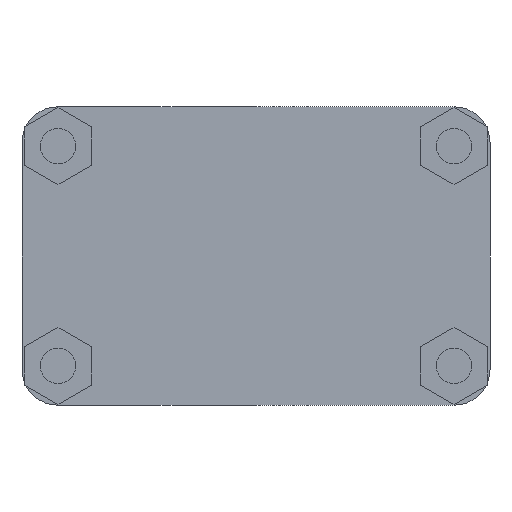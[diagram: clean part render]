
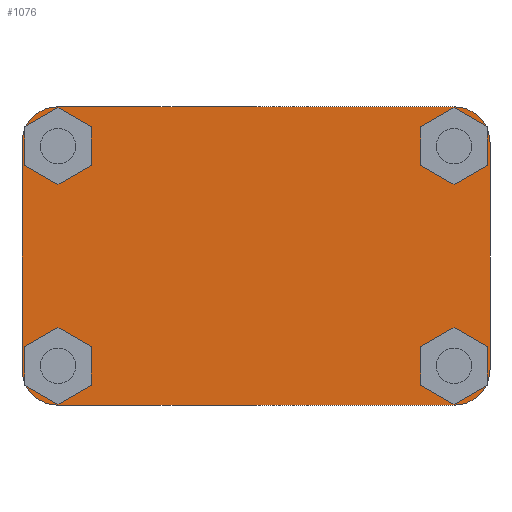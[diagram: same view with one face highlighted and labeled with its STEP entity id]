
A CAD part, front view. The second image highlights one B-rep face of the part: STEP entity #1076.
In plain terms, the highlighted planar face has unit normal (0, -1, 0).
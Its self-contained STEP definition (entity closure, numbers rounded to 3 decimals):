
#22=FACE_BOUND('',#166,.T.);
#23=FACE_BOUND('',#167,.T.);
#24=FACE_BOUND('',#168,.T.);
#25=FACE_BOUND('',#169,.T.);
#40=CIRCLE('',#1161,1.25);
#42=CIRCLE('',#1164,1.25);
#44=CIRCLE('',#1167,1.25);
#46=CIRCLE('',#1170,1.25);
#48=CIRCLE('',#1173,2.54);
#49=CIRCLE('',#1176,2.54);
#50=CIRCLE('',#1177,2.54);
#51=CIRCLE('',#1178,2.54);
#98=FACE_OUTER_BOUND('',#165,.T.);
#165=EDGE_LOOP('',(#746,#747,#748,#749,#750,#751,#752,#753));
#166=EDGE_LOOP('',(#754));
#167=EDGE_LOOP('',(#755));
#168=EDGE_LOOP('',(#756));
#169=EDGE_LOOP('',(#757));
#256=LINE('',#1626,#368);
#259=LINE('',#1632,#371);
#260=LINE('',#1636,#372);
#261=LINE('',#1640,#373);
#368=VECTOR('',#1315,10.);
#371=VECTOR('',#1320,10.);
#372=VECTOR('',#1323,10.);
#373=VECTOR('',#1326,10.);
#471=VERTEX_POINT('',#1594);
#473=VERTEX_POINT('',#1600);
#475=VERTEX_POINT('',#1606);
#477=VERTEX_POINT('',#1612);
#480=VERTEX_POINT('',#1619);
#481=VERTEX_POINT('',#1621);
#482=VERTEX_POINT('',#1625);
#484=VERTEX_POINT('',#1631);
#485=VERTEX_POINT('',#1633);
#486=VERTEX_POINT('',#1635);
#487=VERTEX_POINT('',#1637);
#488=VERTEX_POINT('',#1639);
#572=EDGE_CURVE('',#471,#471,#40,.T.);
#575=EDGE_CURVE('',#473,#473,#42,.T.);
#578=EDGE_CURVE('',#475,#475,#44,.T.);
#581=EDGE_CURVE('',#477,#477,#46,.T.);
#584=EDGE_CURVE('',#480,#481,#48,.T.);
#586=EDGE_CURVE('',#482,#481,#256,.T.);
#589=EDGE_CURVE('',#480,#484,#259,.T.);
#590=EDGE_CURVE('',#485,#484,#49,.T.);
#591=EDGE_CURVE('',#485,#486,#260,.T.);
#592=EDGE_CURVE('',#487,#486,#50,.T.);
#593=EDGE_CURVE('',#487,#488,#261,.T.);
#594=EDGE_CURVE('',#482,#488,#51,.T.);
#746=ORIENTED_EDGE('',*,*,#584,.F.);
#747=ORIENTED_EDGE('',*,*,#589,.T.);
#748=ORIENTED_EDGE('',*,*,#590,.F.);
#749=ORIENTED_EDGE('',*,*,#591,.T.);
#750=ORIENTED_EDGE('',*,*,#592,.F.);
#751=ORIENTED_EDGE('',*,*,#593,.T.);
#752=ORIENTED_EDGE('',*,*,#594,.F.);
#753=ORIENTED_EDGE('',*,*,#586,.T.);
#754=ORIENTED_EDGE('',*,*,#572,.T.);
#755=ORIENTED_EDGE('',*,*,#575,.T.);
#756=ORIENTED_EDGE('',*,*,#578,.T.);
#757=ORIENTED_EDGE('',*,*,#581,.T.);
#996=PLANE('',#1175);
#1076=ADVANCED_FACE('',(#98,#22,#23,#24,#25),#996,.F.);
#1161=AXIS2_PLACEMENT_3D('',#1596,#1282,#1283);
#1164=AXIS2_PLACEMENT_3D('',#1602,#1289,#1290);
#1167=AXIS2_PLACEMENT_3D('',#1608,#1296,#1297);
#1170=AXIS2_PLACEMENT_3D('',#1614,#1303,#1304);
#1173=AXIS2_PLACEMENT_3D('',#1622,#1310,#1311);
#1175=AXIS2_PLACEMENT_3D('',#1630,#1318,#1319);
#1176=AXIS2_PLACEMENT_3D('',#1634,#1321,#1322);
#1177=AXIS2_PLACEMENT_3D('',#1638,#1324,#1325);
#1178=AXIS2_PLACEMENT_3D('',#1641,#1327,#1328);
#1282=DIRECTION('center_axis',(0.,1.,0.));
#1283=DIRECTION('ref_axis',(-1.,0.,0.));
#1289=DIRECTION('center_axis',(0.,1.,0.));
#1290=DIRECTION('ref_axis',(-1.,0.,0.));
#1296=DIRECTION('center_axis',(0.,1.,0.));
#1297=DIRECTION('ref_axis',(-1.,0.,0.));
#1303=DIRECTION('center_axis',(0.,1.,0.));
#1304=DIRECTION('ref_axis',(-1.,0.,0.));
#1310=DIRECTION('center_axis',(0.,1.,0.));
#1311=DIRECTION('ref_axis',(-0.707,0.,-0.707));
#1315=DIRECTION('',(0.,0.,-1.));
#1318=DIRECTION('center_axis',(0.,1.,0.));
#1319=DIRECTION('ref_axis',(1.,0.,0.));
#1320=DIRECTION('',(1.,0.,0.));
#1321=DIRECTION('center_axis',(0.,1.,0.));
#1322=DIRECTION('ref_axis',(0.707,0.,-0.707));
#1323=DIRECTION('',(0.,0.,1.));
#1324=DIRECTION('center_axis',(0.,1.,0.));
#1325=DIRECTION('ref_axis',(0.707,0.,0.707));
#1326=DIRECTION('',(-1.,0.,0.));
#1327=DIRECTION('center_axis',(0.,1.,0.));
#1328=DIRECTION('ref_axis',(-0.707,0.,0.707));
#1594=CARTESIAN_POINT('',(3.79,0.,18.28));
#1596=CARTESIAN_POINT('Origin',(2.54,0.,18.28));
#1600=CARTESIAN_POINT('',(31.73,0.,18.28));
#1602=CARTESIAN_POINT('Origin',(30.48,0.,18.28));
#1606=CARTESIAN_POINT('',(3.79,0.,2.77));
#1608=CARTESIAN_POINT('Origin',(2.54,0.,2.77));
#1612=CARTESIAN_POINT('',(31.73,0.,2.77));
#1614=CARTESIAN_POINT('Origin',(30.48,0.,2.77));
#1619=CARTESIAN_POINT('',(2.54,0.,0.));
#1621=CARTESIAN_POINT('',(0.,0.,2.54));
#1622=CARTESIAN_POINT('Origin',(2.54,0.,2.54));
#1625=CARTESIAN_POINT('',(0.,0.,18.51));
#1626=CARTESIAN_POINT('',(0.,0.,21.05));
#1630=CARTESIAN_POINT('Origin',(16.51,0.,10.525));
#1631=CARTESIAN_POINT('',(30.48,0.,0.));
#1632=CARTESIAN_POINT('',(0.,0.,0.));
#1633=CARTESIAN_POINT('',(33.02,0.,2.54));
#1634=CARTESIAN_POINT('Origin',(30.48,0.,2.54));
#1635=CARTESIAN_POINT('',(33.02,0.,18.51));
#1636=CARTESIAN_POINT('',(33.02,0.,0.));
#1637=CARTESIAN_POINT('',(30.48,0.,21.05));
#1638=CARTESIAN_POINT('Origin',(30.48,0.,18.51));
#1639=CARTESIAN_POINT('',(2.54,0.,21.05));
#1640=CARTESIAN_POINT('',(33.02,0.,21.05));
#1641=CARTESIAN_POINT('Origin',(2.54,0.,18.51));
